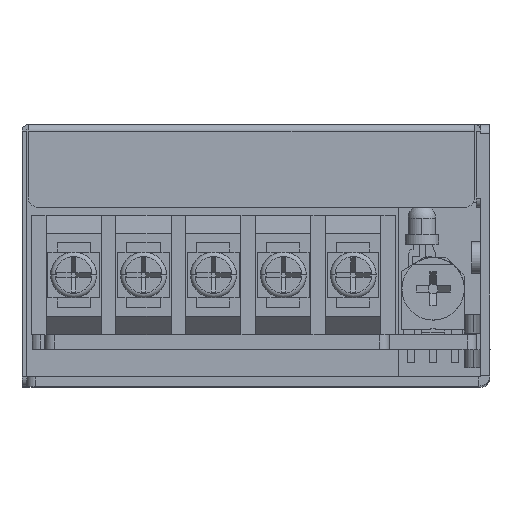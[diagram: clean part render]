
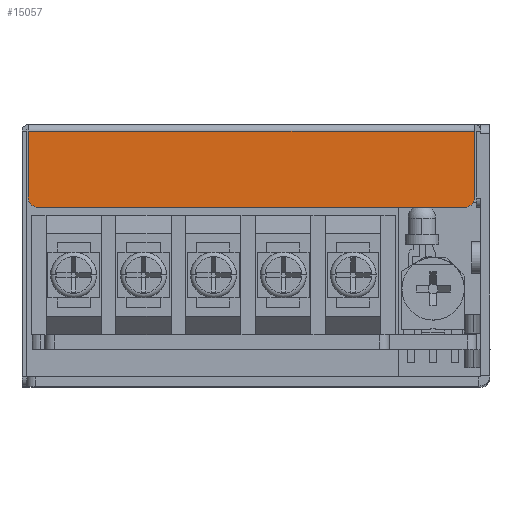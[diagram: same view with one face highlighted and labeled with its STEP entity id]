
A CAD part, top view. The second image highlights one B-rep face of the part: STEP entity #15057.
In plain terms, the highlighted planar face has unit normal (0, 0, 1).
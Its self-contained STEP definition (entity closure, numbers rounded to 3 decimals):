
#209 = CIRCLE ( 'NONE', #12211, 1. ) ;
#437 = VERTEX_POINT ( 'NONE', #462 ) ;
#462 = CARTESIAN_POINT ( 'NONE',  ( 47.8, 19.5, 0. ) ) ;
#476 = PLANE ( 'NONE',  #8564 ) ;
#623 = ORIENTED_EDGE ( 'NONE', *, *, #8362, .F. ) ;
#1109 = EDGE_CURVE ( 'NONE', #16177, #9799, #17707, .T. ) ;
#1144 = ORIENTED_EDGE ( 'NONE', *, *, #14328, .T. ) ;
#1926 = ORIENTED_EDGE ( 'NONE', *, *, #1109, .T. ) ;
#2171 = LINE ( 'NONE', #8949, #5618 ) ;
#2206 = CARTESIAN_POINT ( 'NONE',  ( 48.8, 28., 0. ) ) ;
#2396 = FACE_OUTER_BOUND ( 'NONE', #18270, .T. ) ;
#2993 = CARTESIAN_POINT ( 'NONE',  ( 47.8, 20.5, 0. ) ) ;
#3181 = CARTESIAN_POINT ( 'NONE',  ( 0.2, 28., 0. ) ) ;
#5157 = DIRECTION ( 'NONE',  ( 0., 0., -1. ) ) ;
#5484 = EDGE_CURVE ( 'NONE', #9799, #14004, #8068, .T. ) ;
#5618 = VECTOR ( 'NONE', #7527, 1000. ) ;
#5951 = DIRECTION ( 'NONE',  ( 0., 1., 0. ) ) ;
#6120 = AXIS2_PLACEMENT_3D ( 'NONE', #16783, #15307, #7977 ) ;
#6233 = ORIENTED_EDGE ( 'NONE', *, *, #5484, .T. ) ;
#7016 = CARTESIAN_POINT ( 'NONE',  ( 48.8, 27.8, 0. ) ) ;
#7527 = DIRECTION ( 'NONE',  ( 1., 0., 0. ) ) ;
#7977 = DIRECTION ( 'NONE',  ( 0., 1., 0. ) ) ;
#8068 = CIRCLE ( 'NONE', #6120, 1. ) ;
#8349 = CARTESIAN_POINT ( 'NONE',  ( 0.2, 20.5, 0. ) ) ;
#8362 = EDGE_CURVE ( 'NONE', #16177, #18235, #18298, .T. ) ;
#8564 = AXIS2_PLACEMENT_3D ( 'NONE', #18459, #5157, #15360 ) ;
#8616 = EDGE_CURVE ( 'NONE', #15214, #18235, #15093, .T. ) ;
#8949 = CARTESIAN_POINT ( 'NONE',  ( 48.8, 19.5, 0. ) ) ;
#9269 = ORIENTED_EDGE ( 'NONE', *, *, #12052, .T. ) ;
#9449 = DIRECTION ( 'NONE',  ( 0., 1., 0. ) ) ;
#9799 = VERTEX_POINT ( 'NONE', #8349 ) ;
#10546 = DIRECTION ( 'NONE',  ( 0., -1., 0. ) ) ;
#11873 = DIRECTION ( 'NONE',  ( 1., 0., 0. ) ) ;
#12052 = EDGE_CURVE ( 'NONE', #437, #15214, #209, .T. ) ;
#12211 = AXIS2_PLACEMENT_3D ( 'NONE', #2993, #14877, #5951 ) ;
#12502 = ORIENTED_EDGE ( 'NONE', *, *, #8616, .T. ) ;
#13351 = CARTESIAN_POINT ( 'NONE',  ( 48.8, 27.8, 0. ) ) ;
#14004 = VERTEX_POINT ( 'NONE', #18572 ) ;
#14328 = EDGE_CURVE ( 'NONE', #14004, #437, #2171, .T. ) ;
#14333 = CARTESIAN_POINT ( 'NONE',  ( 48.8, 20.5, 0. ) ) ;
#14625 = VECTOR ( 'NONE', #9449, 1000. ) ;
#14877 = DIRECTION ( 'NONE',  ( 0., 0., 1. ) ) ;
#15057 = ADVANCED_FACE ( 'NONE', ( #2396 ), #476, .F. ) ;
#15093 = LINE ( 'NONE', #2206, #14625 ) ;
#15214 = VERTEX_POINT ( 'NONE', #14333 ) ;
#15307 = DIRECTION ( 'NONE',  ( 0., 0., 1. ) ) ;
#15360 = DIRECTION ( 'NONE',  ( 0., 1., 0. ) ) ;
#15939 = CARTESIAN_POINT ( 'NONE',  ( 0.2, 27.8, 0. ) ) ;
#16177 = VERTEX_POINT ( 'NONE', #15939 ) ;
#16563 = VECTOR ( 'NONE', #10546, 1000. ) ;
#16783 = CARTESIAN_POINT ( 'NONE',  ( 1.2, 20.5, 0. ) ) ;
#17707 = LINE ( 'NONE', #3181, #16563 ) ;
#18235 = VERTEX_POINT ( 'NONE', #7016 ) ;
#18270 = EDGE_LOOP ( 'NONE', ( #1926, #6233, #1144, #9269, #12502, #623 ) ) ;
#18298 = LINE ( 'NONE', #13351, #18731 ) ;
#18459 = CARTESIAN_POINT ( 'NONE',  ( 48.8, 28., 0. ) ) ;
#18572 = CARTESIAN_POINT ( 'NONE',  ( 1.2, 19.5, 0. ) ) ;
#18731 = VECTOR ( 'NONE', #11873, 1000. ) ;
